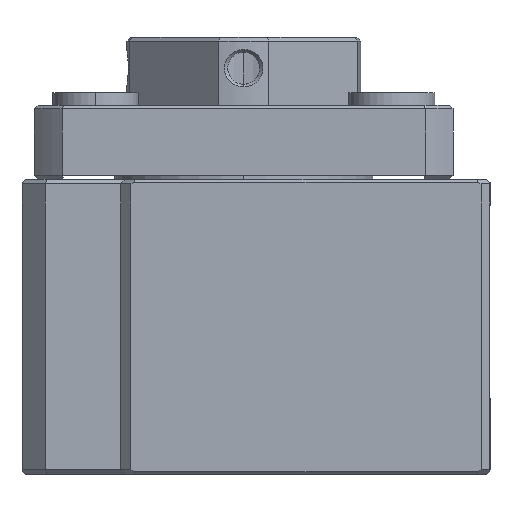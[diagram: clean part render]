
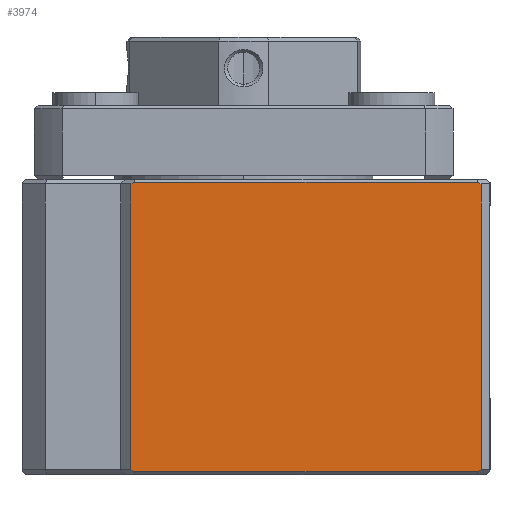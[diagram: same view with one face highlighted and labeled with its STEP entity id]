
A CAD part, left-side view. The second image highlights one B-rep face of the part: STEP entity #3974.
In plain terms, the highlighted planar face has unit normal (-1, 0, 0).
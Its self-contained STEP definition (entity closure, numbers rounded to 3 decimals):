
#59 = ORIENTED_EDGE ( 'NONE', *, *, #3889, .F. ) ;
#167 = DIRECTION ( 'NONE',  ( 0., -0.816, 0.577 ) ) ;
#313 = CARTESIAN_POINT ( 'NONE',  ( 0.15, 29.058, 0.35 ) ) ;
#480 = EDGE_CURVE ( 'NONE', #4776, #1690, #5940, .T. ) ;
#628 = CARTESIAN_POINT ( 'NONE',  ( 0.15, 0., 0.35 ) ) ;
#673 = VERTEX_POINT ( 'NONE', #1396 ) ;
#871 = VERTEX_POINT ( 'NONE', #313 ) ;
#887 = DIRECTION ( 'NONE',  ( 0., 1., 0. ) ) ;
#963 = EDGE_CURVE ( 'NONE', #4331, #5478, #5124, .T. ) ;
#1351 = CARTESIAN_POINT ( 'NONE',  ( 0.15, 0.85, 23.7 ) ) ;
#1380 = CARTESIAN_POINT ( 'NONE',  ( 0.15, 11.128, -6.768 ) ) ;
#1396 = CARTESIAN_POINT ( 'NONE',  ( 0.15, 29.058, 23.85 ) ) ;
#1458 = AXIS2_PLACEMENT_3D ( 'NONE', #1552, #7354, #3868 ) ;
#1552 = CARTESIAN_POINT ( 'NONE',  ( 0.15, 0.12, -0.05 ) ) ;
#1690 = VERTEX_POINT ( 'NONE', #3811 ) ;
#1704 = DIRECTION ( 'NONE',  ( 0., 0., -1. ) ) ;
#1791 = VERTEX_POINT ( 'NONE', #5217 ) ;
#1883 = DIRECTION ( 'NONE',  ( 0., 0.816, -0.577 ) ) ;
#1924 = CARTESIAN_POINT ( 'NONE',  ( 0.15, 29.27, 24.2 ) ) ;
#1964 = DIRECTION ( 'NONE',  ( 0., 0., 1. ) ) ;
#2012 = LINE ( 'NONE', #1380, #3355 ) ;
#2087 = LINE ( 'NONE', #7204, #6717 ) ;
#2468 = CARTESIAN_POINT ( 'NONE',  ( 0.15, 0.85, 24.2 ) ) ;
#2597 = VECTOR ( 'NONE', #5634, 1000. ) ;
#2757 = CARTESIAN_POINT ( 'NONE',  ( 0.15, 30.12, 23.85 ) ) ;
#2866 = ORIENTED_EDGE ( 'NONE', *, *, #480, .F. ) ;
#2958 = VECTOR ( 'NONE', #3979, 1000. ) ;
#3240 = CARTESIAN_POINT ( 'NONE',  ( 0.15, 1.062, 0.35 ) ) ;
#3295 = PLANE ( 'NONE',  #1458 ) ;
#3355 = VECTOR ( 'NONE', #1883, 1000. ) ;
#3383 = VECTOR ( 'NONE', #1704, 1000. ) ;
#3622 = VECTOR ( 'NONE', #887, 1000. ) ;
#3650 = EDGE_CURVE ( 'NONE', #5478, #7284, #2012, .T. ) ;
#3753 = CARTESIAN_POINT ( 'NONE',  ( 0.15, 29.032, 0.332 ) ) ;
#3811 = CARTESIAN_POINT ( 'NONE',  ( 0.15, 29.27, 23.7 ) ) ;
#3841 = ORIENTED_EDGE ( 'NONE', *, *, #6185, .F. ) ;
#3868 = DIRECTION ( 'NONE',  ( 0., 0., 1. ) ) ;
#3889 = EDGE_CURVE ( 'NONE', #7284, #871, #5361, .T. ) ;
#3974 = ADVANCED_FACE ( 'NONE', ( #5803 ), #3295, .T. ) ;
#3979 = DIRECTION ( 'NONE',  ( 0., -0.816, -0.577 ) ) ;
#4229 = ORIENTED_EDGE ( 'NONE', *, *, #4371, .F. ) ;
#4331 = VERTEX_POINT ( 'NONE', #1351 ) ;
#4371 = EDGE_CURVE ( 'NONE', #1690, #673, #2087, .T. ) ;
#4776 = VERTEX_POINT ( 'NONE', #4792 ) ;
#4780 = LINE ( 'NONE', #3753, #7503 ) ;
#4792 = CARTESIAN_POINT ( 'NONE',  ( 0.15, 29.27, 0.5 ) ) ;
#4867 = LINE ( 'NONE', #6898, #2958 ) ;
#5124 = LINE ( 'NONE', #2468, #3383 ) ;
#5217 = CARTESIAN_POINT ( 'NONE',  ( 0.15, 1.062, 23.85 ) ) ;
#5361 = LINE ( 'NONE', #628, #3622 ) ;
#5478 = VERTEX_POINT ( 'NONE', #6769 ) ;
#5634 = DIRECTION ( 'NONE',  ( 0., -1., 0. ) ) ;
#5662 = LINE ( 'NONE', #2757, #2597 ) ;
#5748 = VECTOR ( 'NONE', #1964, 1000. ) ;
#5793 = EDGE_LOOP ( 'NONE', ( #6604, #6776, #3841, #7149, #4229, #2866, #7496, #59 ) ) ;
#5803 = FACE_OUTER_BOUND ( 'NONE', #5793, .T. ) ;
#5894 = EDGE_CURVE ( 'NONE', #871, #4776, #4780, .T. ) ;
#5940 = LINE ( 'NONE', #1924, #5748 ) ;
#6185 = EDGE_CURVE ( 'NONE', #1791, #4331, #4867, .T. ) ;
#6604 = ORIENTED_EDGE ( 'NONE', *, *, #3650, .F. ) ;
#6717 = VECTOR ( 'NONE', #167, 1000. ) ;
#6720 = EDGE_CURVE ( 'NONE', #673, #1791, #5662, .T. ) ;
#6769 = CARTESIAN_POINT ( 'NONE',  ( 0.15, 0.85, 0.5 ) ) ;
#6776 = ORIENTED_EDGE ( 'NONE', *, *, #963, .F. ) ;
#6898 = CARTESIAN_POINT ( 'NONE',  ( 0.15, 11.128, 30.968 ) ) ;
#7149 = ORIENTED_EDGE ( 'NONE', *, *, #6720, .F. ) ;
#7204 = CARTESIAN_POINT ( 'NONE',  ( 0.15, 29.032, 23.868 ) ) ;
#7244 = DIRECTION ( 'NONE',  ( 0., 0.816, 0.577 ) ) ;
#7284 = VERTEX_POINT ( 'NONE', #3240 ) ;
#7354 = DIRECTION ( 'NONE',  ( -1., 0., 0. ) ) ;
#7496 = ORIENTED_EDGE ( 'NONE', *, *, #5894, .F. ) ;
#7503 = VECTOR ( 'NONE', #7244, 1000. ) ;
